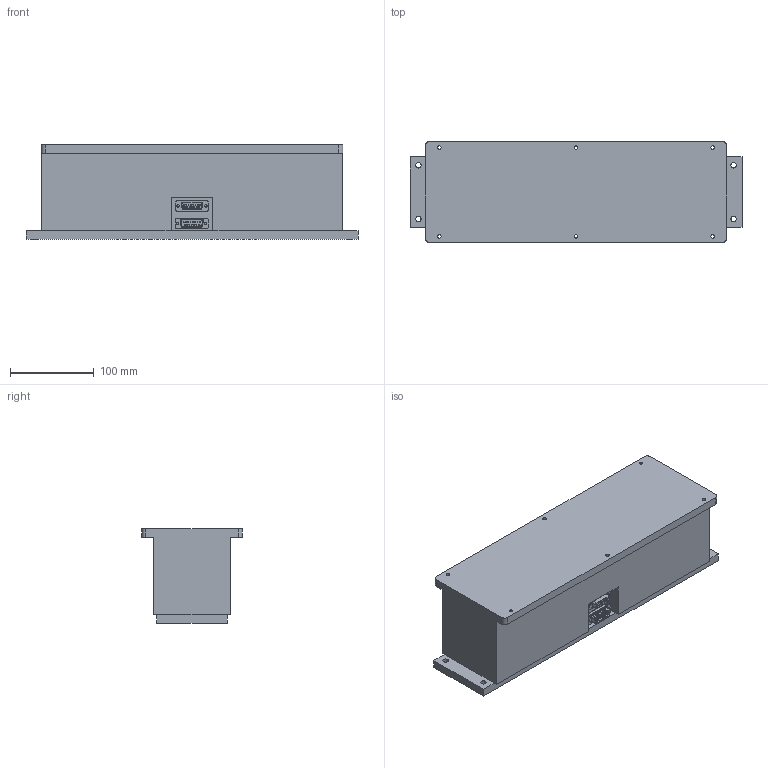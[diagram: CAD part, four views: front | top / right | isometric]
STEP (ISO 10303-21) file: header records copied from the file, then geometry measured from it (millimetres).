
FILE_DESCRIPTION(/* description */ ('Unknown'),/* implementation_level */ '2;1');
FILE_NAME(/* name */ 'AVI-200S-LP',/* time_stamp */ '2021-02-26T12:51:59+01:00',/* author */ ('Unknown'),/* organization */ ('Unknown'),/* preprocessor_version */ 'ST-DEVELOPER v16.7',/* originating_system */ 'Solid Edge',/* authorisation */ 'Unknown');
FILE_SCHEMA (('AUTOMOTIVE_DESIGN {1 0 10303 214 3 1 1}'));
Length unit declared in the file: millimetre
Products named in the file (4): AVI-200S-LP; D sub 15 S female; D sub 15 P male
Assembly tree (3 placements, depth 2):
  AVI-200S-LP
    AVI-200S-LP
    D sub 15 S female
    D sub 15 P male
Bounding box: 396 x 120 x 112.5 mm (x, y, z)
Volume: 3781138.6 mm3; surface area: 205554.2 mm2
Topology: 3 solids, 3 shells, 671 faces, 1637 edges, 1050 vertices
Faces by surface type: plane 384, cylinder 220, torus 32, bspline 20, sphere 15
Full cylindrical faces by diameter (mm): 0.991 x30, 1.016 x30, 1.524 x30, 3.048 x4, 4.134 x6, 6.5 x4
Entity records: 21867 total; most frequent: CARTESIAN_POINT 4415, DIRECTION 3280, ORIENTED_EDGE 2956, EDGE_CURVE 1478, AXIS2_PLACEMENT_3D 1187, VERTEX_POINT 1010, LINE 906, VECTOR 906
